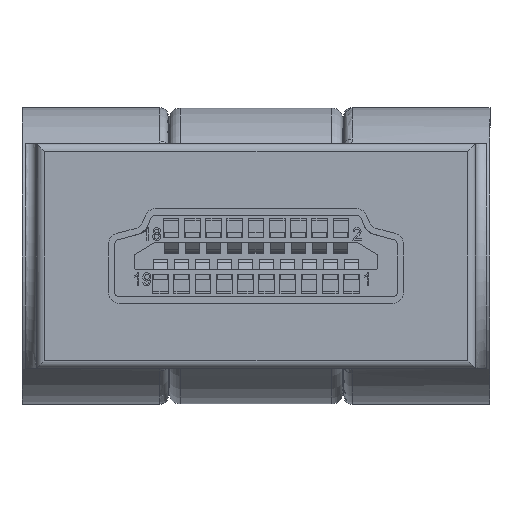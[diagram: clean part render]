
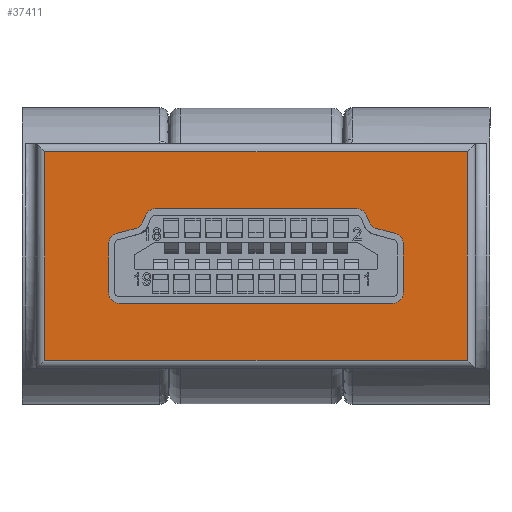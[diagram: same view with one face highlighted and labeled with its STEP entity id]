
A CAD part, left-side view. The second image highlights one B-rep face of the part: STEP entity #37411.
In plain terms, the highlighted face is planar.
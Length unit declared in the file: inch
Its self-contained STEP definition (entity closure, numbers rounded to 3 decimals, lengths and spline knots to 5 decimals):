
#907 = DIRECTION ( 'NONE',  ( 0., -1., 0. ) ) ;
#2363 = ORIENTED_EDGE ( 'NONE', *, *, #27065, .T. ) ;
#4088 = ORIENTED_EDGE ( 'NONE', *, *, #31233, .T. ) ;
#4928 = VECTOR ( 'NONE', #63753, 39.37008 ) ;
#7134 = DIRECTION ( 'NONE',  ( 0., 0., 1. ) ) ;
#7388 = VERTEX_POINT ( 'NONE', #78949 ) ;
#8560 = VECTOR ( 'NONE', #907, 39.37008 ) ;
#10654 = FACE_OUTER_BOUND ( 'NONE', #72761, .T. ) ;
#19379 = DIRECTION ( 'NONE',  ( -1., 0., 0. ) ) ;
#21326 = CARTESIAN_POINT ( 'NONE',  ( 0.19565, -0.01496, 0. ) ) ;
#27065 = EDGE_CURVE ( 'NONE', #54805, #67992, #49002, .T. ) ;
#28615 = LINE ( 'NONE', #38446, #8560 ) ;
#29018 = VECTOR ( 'NONE', #80571, 39.37008 ) ;
#31233 = EDGE_CURVE ( 'NONE', #94858, #7388, #28615, .T. ) ;
#31530 = EDGE_CURVE ( 'NONE', #7388, #54805, #41478, .T. ) ;
#37247 = VECTOR ( 'NONE', #7134, 39.37008 ) ;
#37411 = ADVANCED_FACE ( 'NONE', ( #10654 ), #80275, .F. ) ;
#38446 = CARTESIAN_POINT ( 'NONE',  ( 0.19565, -0.81496, -0.01496 ) ) ;
#41478 = LINE ( 'NONE', #56183, #4928 ) ;
#48269 = ORIENTED_EDGE ( 'NONE', *, *, #82321, .T. ) ;
#49002 = LINE ( 'NONE', #57891, #29018 ) ;
#54805 = VERTEX_POINT ( 'NONE', #71457 ) ;
#56183 = CARTESIAN_POINT ( 'NONE',  ( 0.19565, -0.8, -0.8024 ) ) ;
#57249 = LINE ( 'NONE', #21326, #37247 ) ;
#57891 = CARTESIAN_POINT ( 'NONE',  ( 0.19565, 0., -0.40236 ) ) ;
#62811 = AXIS2_PLACEMENT_3D ( 'NONE', #65467, #19379, #88172 ) ;
#63022 = CARTESIAN_POINT ( 'NONE',  ( 0.19565, -0.01496, -0.01496 ) ) ;
#63753 = DIRECTION ( 'NONE',  ( 0., 0., -1. ) ) ;
#65467 = CARTESIAN_POINT ( 'NONE',  ( 0.19565, 0.03938, -0.8024 ) ) ;
#67759 = CARTESIAN_POINT ( 'NONE',  ( 0.19565, -0.01496, -0.40236 ) ) ;
#67992 = VERTEX_POINT ( 'NONE', #67759 ) ;
#71457 = CARTESIAN_POINT ( 'NONE',  ( 0.19565, -0.8, -0.40236 ) ) ;
#72761 = EDGE_LOOP ( 'NONE', ( #4088, #95266, #2363, #48269 ) ) ;
#78949 = CARTESIAN_POINT ( 'NONE',  ( 0.19565, -0.8, -0.01496 ) ) ;
#80275 = PLANE ( 'NONE',  #62811 ) ;
#80571 = DIRECTION ( 'NONE',  ( 0., 1., 0. ) ) ;
#82321 = EDGE_CURVE ( 'NONE', #67992, #94858, #57249, .T. ) ;
#88172 = DIRECTION ( 'NONE',  ( 0., -1., 0. ) ) ;
#94858 = VERTEX_POINT ( 'NONE', #63022 ) ;
#95266 = ORIENTED_EDGE ( 'NONE', *, *, #31530, .T. ) ;
